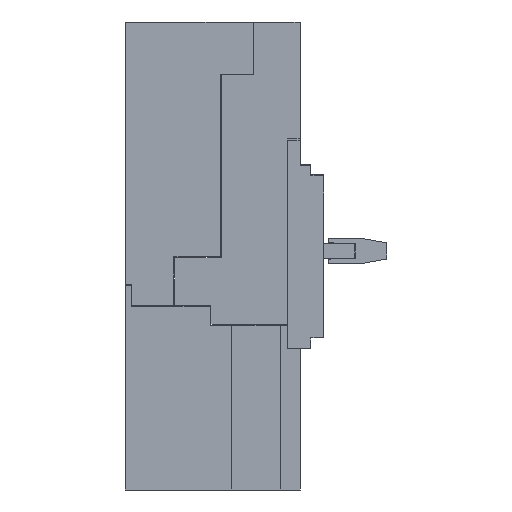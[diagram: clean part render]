
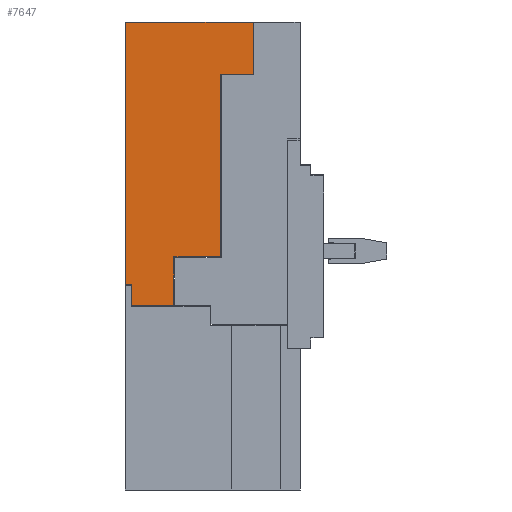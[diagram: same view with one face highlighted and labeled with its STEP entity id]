
A CAD part, left-side view. The second image highlights one B-rep face of the part: STEP entity #7647.
In plain terms, the highlighted planar face has unit normal (-1, 0, 0).
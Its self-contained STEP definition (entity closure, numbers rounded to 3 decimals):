
#5624=DIRECTION('',(0.,0.,-1.));
#5625=VECTOR('',#5624,29.);
#5626=CARTESIAN_POINT('',(-69.9,-71.,130.));
#5627=LINE('28081',#5626,#5625);
#5631=DIRECTION('',(0.,-1.,0.));
#5632=VECTOR('',#5631,18.);
#5633=CARTESIAN_POINT('',(-69.9,-53.,101.));
#5634=LINE('22409',#5633,#5632);
#5638=DIRECTION('',(0.,-1.,0.));
#5639=VECTOR('',#5638,26.1);
#5640=CARTESIAN_POINT('',(-69.9,-26.9,-0.4));
#5641=LINE('22408',#5640,#5639);
#5645=DIRECTION('',(0.,0.,1.));
#5646=VECTOR('',#5645,27.1);
#5647=CARTESIAN_POINT('',(-69.9,-26.9,-27.5));
#5648=LINE('22407',#5647,#5646);
#5652=DIRECTION('',(0.,-1.,0.));
#5653=VECTOR('',#5652,23.4);
#5654=CARTESIAN_POINT('',(-69.9,-3.5,-27.5));
#5655=LINE('22406',#5654,#5653);
#5659=DIRECTION('',(0.,0.,-1.));
#5660=VECTOR('',#5659,11.5);
#5661=CARTESIAN_POINT('',(-69.9,-3.5,-16.));
#5662=LINE('21452',#5661,#5660);
#5801=DIRECTION('',(0.,0.,-1.));
#5802=VECTOR('',#5801,146.);
#5803=CARTESIAN_POINT('',(-69.9,0.,130.));
#5804=LINE('83739',#5803,#5802);
#5928=DIRECTION('',(0.,1.,0.));
#5929=VECTOR('',#5928,3.5);
#5930=CARTESIAN_POINT('',(-69.9,-3.5,-16.));
#5931=LINE('83535',#5930,#5929);
#6040=DIRECTION('',(0.,0.,-1.));
#6041=VECTOR('',#6040,101.4);
#6042=CARTESIAN_POINT('',(-69.9,-53.,101.));
#6043=LINE('21744',#6042,#6041);
#6854=DIRECTION('',(0.,1.,0.));
#6855=VECTOR('',#6854,71.);
#6856=CARTESIAN_POINT('',(-69.9,-71.,130.));
#6857=LINE('28061',#6856,#6855);
#7036=CARTESIAN_POINT('',(-69.9,-3.5,-16.));
#7037=CARTESIAN_POINT('',(-69.9,-3.5,-27.5));
#7038=VERTEX_POINT('',#7036);
#7039=VERTEX_POINT('',#7037);
#7040=CARTESIAN_POINT('',(-69.9,-53.,101.));
#7041=CARTESIAN_POINT('',(-69.9,-53.,-0.4));
#7042=VERTEX_POINT('',#7040);
#7043=VERTEX_POINT('',#7041);
#7045=CARTESIAN_POINT('',(-69.9,-71.,101.));
#7047=VERTEX_POINT('',#7045);
#7054=CARTESIAN_POINT('',(-69.9,-26.9,-27.5));
#7055=VERTEX_POINT('',#7054);
#7056=CARTESIAN_POINT('',(-69.9,-26.9,-0.4));
#7057=VERTEX_POINT('',#7056);
#7100=CARTESIAN_POINT('',(-69.9,-71.,130.));
#7101=CARTESIAN_POINT('',(-69.9,0.,130.));
#7102=VERTEX_POINT('',#7100);
#7103=VERTEX_POINT('',#7101);
#7140=CARTESIAN_POINT('',(-69.9,0.,-16.));
#7142=VERTEX_POINT('',#7140);
#7622=CARTESIAN_POINT('',(-69.9,-4.,-16.));
#7623=DIRECTION('',(-1.,0.,0.));
#7624=DIRECTION('',(0.,0.,1.));
#7625=AXIS2_PLACEMENT_3D('',#7622,#7623,#7624);
#7626=PLANE('25874',#7625);
#7628=ORIENTED_EDGE('83739',*,*,#7627,.F.);
#7630=ORIENTED_EDGE('28061',*,*,#7629,.F.);
#7631=ORIENTED_EDGE('28081',*,*,#7606,.T.);
#7632=ORIENTED_EDGE('22409',*,*,#7466,.F.);
#7634=ORIENTED_EDGE('21744',*,*,#7633,.T.);
#7636=ORIENTED_EDGE('22408',*,*,#7635,.F.);
#7638=ORIENTED_EDGE('22407',*,*,#7637,.F.);
#7640=ORIENTED_EDGE('22406',*,*,#7639,.F.);
#7642=ORIENTED_EDGE('21452',*,*,#7641,.F.);
#7644=ORIENTED_EDGE('83535',*,*,#7643,.T.);
#7645=EDGE_LOOP('25874',(#7628,#7630,#7631,#7632,#7634,#7636,#7638,#7640,#7642,
#7644));
#7646=FACE_OUTER_BOUND('25874',#7645,.F.);
#7647=ADVANCED_FACE('25874',(#7646),#7626,.T.);
#7466=EDGE_CURVE('22409',#7042,#7047,#5634,.T.);
#7606=EDGE_CURVE('28081',#7102,#7047,#5627,.T.);
#7627=EDGE_CURVE('83739',#7103,#7142,#5804,.T.);
#7629=EDGE_CURVE('28061',#7102,#7103,#6857,.T.);
#7633=EDGE_CURVE('21744',#7042,#7043,#6043,.T.);
#7635=EDGE_CURVE('22408',#7057,#7043,#5641,.T.);
#7637=EDGE_CURVE('22407',#7055,#7057,#5648,.T.);
#7639=EDGE_CURVE('22406',#7039,#7055,#5655,.T.);
#7641=EDGE_CURVE('21452',#7038,#7039,#5662,.T.);
#7643=EDGE_CURVE('83535',#7038,#7142,#5931,.T.);
